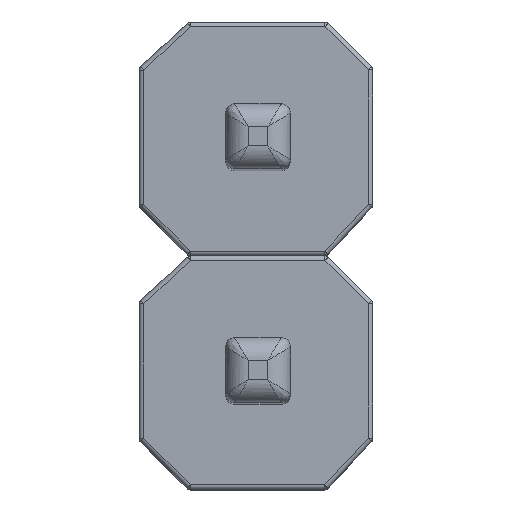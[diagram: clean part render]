
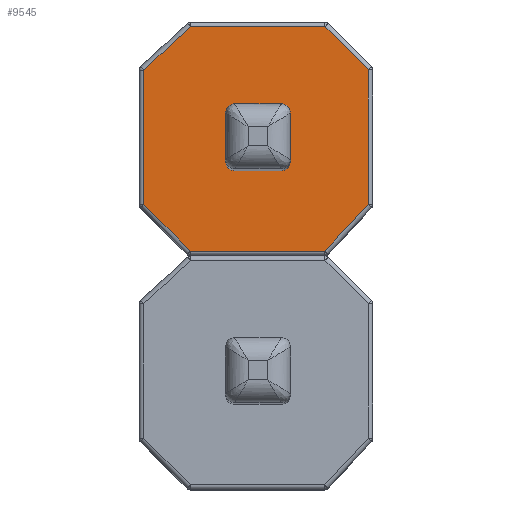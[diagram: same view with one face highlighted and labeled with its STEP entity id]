
A CAD part, top view. The second image highlights one B-rep face of the part: STEP entity #9545.
In plain terms, the highlighted planar face has unit normal (0, 0, 1).
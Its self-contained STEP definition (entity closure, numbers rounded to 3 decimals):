
#226=FACE_BOUND('',#3491,.T.);
#321=PLANE('',#10579);
#1065=LINE('',#16417,#1769);
#1067=LINE('',#16420,#1771);
#1075=LINE('',#16432,#1779);
#1077=LINE('',#16435,#1781);
#1081=LINE('',#16441,#1785);
#1083=LINE('',#16444,#1787);
#1091=LINE('',#16456,#1795);
#1093=LINE('',#16459,#1797);
#1101=LINE('',#16491,#1805);
#1102=LINE('',#16495,#1806);
#1103=LINE('',#16499,#1807);
#1104=LINE('',#16503,#1808);
#1769=VECTOR('',#12870,10.);
#1771=VECTOR('',#12874,10.);
#1779=VECTOR('',#12890,10.);
#1781=VECTOR('',#12894,10.);
#1785=VECTOR('',#12902,10.);
#1787=VECTOR('',#12906,10.);
#1795=VECTOR('',#12922,10.);
#1797=VECTOR('',#12926,10.);
#1805=VECTOR('',#12962,10.);
#1806=VECTOR('',#12965,10.);
#1807=VECTOR('',#12968,10.);
#1808=VECTOR('',#12971,10.);
#2809=FACE_OUTER_BOUND('',#3490,.T.);
#3490=EDGE_LOOP('',(#7877,#7878,#7879,#7880,#7881,#7882,#7883,#7884));
#3491=EDGE_LOOP('',(#7885,#7886,#7887,#7888,#7889,#7890,#7891,#7892));
#4093=CIRCLE('',#10580,0.1);
#4094=CIRCLE('',#10581,0.1);
#4095=CIRCLE('',#10582,0.1);
#4096=CIRCLE('',#10583,0.1);
#4650=VERTEX_POINT('',#16282);
#4656=VERTEX_POINT('',#16296);
#4659=VERTEX_POINT('',#16303);
#4668=VERTEX_POINT('',#16327);
#4671=VERTEX_POINT('',#16334);
#4680=VERTEX_POINT('',#16364);
#4683=VERTEX_POINT('',#16371);
#4692=VERTEX_POINT('',#16395);
#4705=VERTEX_POINT('',#16489);
#4706=VERTEX_POINT('',#16490);
#4707=VERTEX_POINT('',#16492);
#4708=VERTEX_POINT('',#16494);
#4709=VERTEX_POINT('',#16496);
#4710=VERTEX_POINT('',#16498);
#4711=VERTEX_POINT('',#16500);
#4712=VERTEX_POINT('',#16502);
#5737=EDGE_CURVE('',#4683,#4692,#1065,.T.);
#5739=EDGE_CURVE('',#4692,#4680,#1067,.T.);
#5747=EDGE_CURVE('',#4671,#4683,#1075,.T.);
#5749=EDGE_CURVE('',#4680,#4668,#1077,.T.);
#5753=EDGE_CURVE('',#4659,#4671,#1081,.T.);
#5755=EDGE_CURVE('',#4668,#4656,#1083,.T.);
#5763=EDGE_CURVE('',#4650,#4659,#1091,.T.);
#5765=EDGE_CURVE('',#4656,#4650,#1093,.T.);
#5777=EDGE_CURVE('',#4705,#4706,#1101,.T.);
#5778=EDGE_CURVE('',#4707,#4706,#4093,.F.);
#5779=EDGE_CURVE('',#4707,#4708,#1102,.T.);
#5780=EDGE_CURVE('',#4709,#4708,#4094,.F.);
#5781=EDGE_CURVE('',#4709,#4710,#1103,.T.);
#5782=EDGE_CURVE('',#4711,#4710,#4095,.F.);
#5783=EDGE_CURVE('',#4711,#4712,#1104,.T.);
#5784=EDGE_CURVE('',#4705,#4712,#4096,.F.);
#7877=ORIENTED_EDGE('',*,*,#5737,.F.);
#7878=ORIENTED_EDGE('',*,*,#5747,.F.);
#7879=ORIENTED_EDGE('',*,*,#5753,.F.);
#7880=ORIENTED_EDGE('',*,*,#5763,.F.);
#7881=ORIENTED_EDGE('',*,*,#5765,.F.);
#7882=ORIENTED_EDGE('',*,*,#5755,.F.);
#7883=ORIENTED_EDGE('',*,*,#5749,.F.);
#7884=ORIENTED_EDGE('',*,*,#5739,.F.);
#7885=ORIENTED_EDGE('',*,*,#5777,.T.);
#7886=ORIENTED_EDGE('',*,*,#5778,.F.);
#7887=ORIENTED_EDGE('',*,*,#5779,.T.);
#7888=ORIENTED_EDGE('',*,*,#5780,.F.);
#7889=ORIENTED_EDGE('',*,*,#5781,.T.);
#7890=ORIENTED_EDGE('',*,*,#5782,.F.);
#7891=ORIENTED_EDGE('',*,*,#5783,.T.);
#7892=ORIENTED_EDGE('',*,*,#5784,.F.);
#9545=ADVANCED_FACE('',(#2809,#226),#321,.T.);
#10579=AXIS2_PLACEMENT_3D('',#16488,#12960,#12961);
#10580=AXIS2_PLACEMENT_3D('',#16493,#12963,#12964);
#10581=AXIS2_PLACEMENT_3D('',#16497,#12966,#12967);
#10582=AXIS2_PLACEMENT_3D('',#16501,#12969,#12970);
#10583=AXIS2_PLACEMENT_3D('',#16504,#12972,#12973);
#12870=DIRECTION('',(0.,-1.,0.));
#12874=DIRECTION('',(-0.681,-0.733,0.));
#12890=DIRECTION('',(0.707,-0.707,0.));
#12894=DIRECTION('',(-1.,0.,0.));
#12902=DIRECTION('',(1.,0.,0.));
#12906=DIRECTION('',(-0.706,0.708,0.));
#12922=DIRECTION('',(0.734,0.679,0.));
#12926=DIRECTION('',(0.,1.,0.));
#12960=DIRECTION('center_axis',(0.,0.,1.));
#12961=DIRECTION('ref_axis',(1.,0.,0.));
#12962=DIRECTION('',(-1.,0.,0.));
#12963=DIRECTION('center_axis',(0.,0.,-1.));
#12964=DIRECTION('ref_axis',(-0.707,-0.707,0.));
#12965=DIRECTION('',(0.,1.,0.));
#12966=DIRECTION('center_axis',(0.,0.,-1.));
#12967=DIRECTION('ref_axis',(-0.707,0.707,0.));
#12968=DIRECTION('',(1.,0.,0.));
#12969=DIRECTION('center_axis',(0.,0.,-1.));
#12970=DIRECTION('ref_axis',(0.707,0.707,0.));
#12971=DIRECTION('',(0.,-1.,0.));
#12972=DIRECTION('center_axis',(0.,0.,-1.));
#12973=DIRECTION('ref_axis',(0.707,-0.707,0.));
#16282=CARTESIAN_POINT('',(-3.55,2.374,2.54));
#16296=CARTESIAN_POINT('',(-3.55,0.914,2.54));
#16303=CARTESIAN_POINT('',(-3.04,2.845,2.54));
#16327=CARTESIAN_POINT('',(-3.044,0.405,2.54));
#16334=CARTESIAN_POINT('',(-1.581,2.845,2.54));
#16364=CARTESIAN_POINT('',(-1.584,0.405,2.54));
#16371=CARTESIAN_POINT('',(-1.11,2.375,2.54));
#16395=CARTESIAN_POINT('',(-1.11,0.915,2.54));
#16417=CARTESIAN_POINT('',(-1.11,1.26,2.54));
#16420=CARTESIAN_POINT('',(-1.46,0.539,2.54));
#16432=CARTESIAN_POINT('',(-1.22,2.485,2.54));
#16435=CARTESIAN_POINT('',(-2.697,0.405,2.54));
#16441=CARTESIAN_POINT('',(-1.945,2.845,2.54));
#16444=CARTESIAN_POINT('',(-3.431,0.795,2.54));
#16456=CARTESIAN_POINT('',(-3.146,2.748,2.54));
#16459=CARTESIAN_POINT('',(-3.55,2.01,2.54));
#16488=CARTESIAN_POINT('Origin',(-2.33,1.625,2.54));
#16489=CARTESIAN_POINT('',(-2.055,1.281,2.54));
#16490=CARTESIAN_POINT('',(-2.562,1.281,2.54));
#16491=CARTESIAN_POINT('',(-2.496,1.281,2.54));
#16492=CARTESIAN_POINT('',(-2.662,1.381,2.54));
#16493=CARTESIAN_POINT('Origin',(-2.562,1.381,2.54));
#16494=CARTESIAN_POINT('',(-2.662,1.888,2.54));
#16495=CARTESIAN_POINT('',(-2.662,1.807,2.54));
#16496=CARTESIAN_POINT('',(-2.562,1.988,2.54));
#16497=CARTESIAN_POINT('Origin',(-2.562,1.888,2.54));
#16498=CARTESIAN_POINT('',(-2.055,1.988,2.54));
#16499=CARTESIAN_POINT('',(-2.143,1.988,2.54));
#16500=CARTESIAN_POINT('',(-1.955,1.888,2.54));
#16501=CARTESIAN_POINT('Origin',(-2.055,1.888,2.54));
#16502=CARTESIAN_POINT('',(-1.955,1.381,2.54));
#16503=CARTESIAN_POINT('',(-1.955,1.453,2.54));
#16504=CARTESIAN_POINT('Origin',(-2.055,1.381,2.54));
